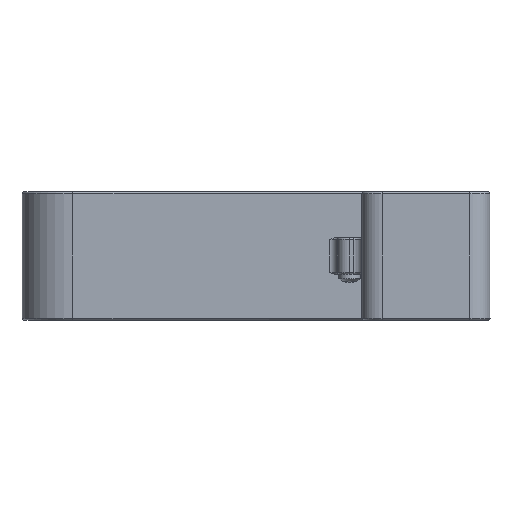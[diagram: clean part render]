
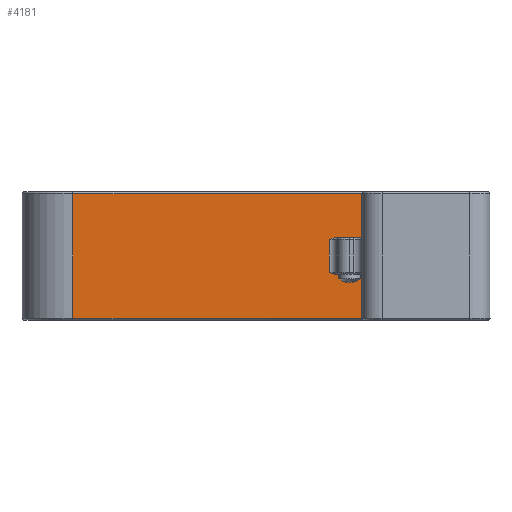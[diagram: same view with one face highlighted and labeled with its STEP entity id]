
A CAD part, left-side view. The second image highlights one B-rep face of the part: STEP entity #4181.
In plain terms, the highlighted planar face has unit normal (-1, 0, 0).
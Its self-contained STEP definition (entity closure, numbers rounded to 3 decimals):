
#4092=CARTESIAN_POINT('',(-25.,31.5,-15.75));
#4093=DIRECTION('',(-1.0,0.0,0.0));
#4094=DIRECTION('',(0.0,0.0,1.0));
#4095=AXIS2_PLACEMENT_3D('',#4092,#4093,#4094);
#4096=PLANE('',#4095);
#4097=CARTESIAN_POINT('',(-25.,31.5,-15.25));
#4098=VERTEX_POINT('',#4097);
#4099=CARTESIAN_POINT('',(-25.,102.5,-15.25));
#4100=VERTEX_POINT('',#4099);
#4101=CARTESIAN_POINT('',(-25.,31.5,-15.25));
#4102=DIRECTION('',(0.0,1.0,0.0));
#4103=VECTOR('',#4102,71.0);
#4104=LINE('',#4101,#4103);
#4105=EDGE_CURVE('',#4098,#4100,#4104,.T.);
#4106=ORIENTED_EDGE('',*,*,#4105,.F.);
#4107=CARTESIAN_POINT('',(-25.,31.5,-4.5));
#4108=VERTEX_POINT('',#4107);
#4109=CARTESIAN_POINT('',(-25.,31.5,-15.25));
#4110=DIRECTION('',(0.0,0.0,1.0));
#4111=VECTOR('',#4110,10.75);
#4112=LINE('',#4109,#4111);
#4113=EDGE_CURVE('',#4098,#4108,#4112,.T.);
#4114=ORIENTED_EDGE('',*,*,#4113,.T.);
#4115=CARTESIAN_POINT('',(-25.,38.,-4.5));
#4116=VERTEX_POINT('',#4115);
#4117=CARTESIAN_POINT('',(-25.,31.5,-4.5));
#4118=DIRECTION('',(0.0,1.0,0.0));
#4119=VECTOR('',#4118,6.5);
#4120=LINE('',#4117,#4119);
#4121=EDGE_CURVE('',#4108,#4116,#4120,.T.);
#4122=ORIENTED_EDGE('',*,*,#4121,.T.);
#4123=CARTESIAN_POINT('',(-25.,39.5,-4.));
#4124=VERTEX_POINT('',#4123);
#4125=CARTESIAN_POINT('',(-25.,38.,-4.5));
#4126=CARTESIAN_POINT('',(-25.,38.506,-4.5));
#4127=CARTESIAN_POINT('',(-25.,39.048,-4.226));
#4128=CARTESIAN_POINT('',(-25.,39.5,-4.));
#4129=B_SPLINE_CURVE_WITH_KNOTS('',3,(#4125,#4126,#4127,#4128),.UNSPECIFIED.,.F.,.U.,(4,4),(0.338,0.489),.UNSPECIFIED.);
#4130=EDGE_CURVE('',#4124,#4116,#4129,.F.);
#4131=ORIENTED_EDGE('',*,*,#4130,.F.);
#4132=CARTESIAN_POINT('',(-25.,39.5,4.));
#4133=VERTEX_POINT('',#4132);
#4134=CARTESIAN_POINT('',(-25.,39.5,4.));
#4135=DIRECTION('',(0.0,0.0,-1.0));
#4136=VECTOR('',#4135,8.);
#4137=LINE('',#4134,#4136);
#4138=EDGE_CURVE('',#4133,#4124,#4137,.T.);
#4139=ORIENTED_EDGE('',*,*,#4138,.F.);
#4140=CARTESIAN_POINT('',(-25.,38.,4.5));
#4141=VERTEX_POINT('',#4140);
#4142=CARTESIAN_POINT('',(-25.,39.5,4.));
#4143=CARTESIAN_POINT('',(-25.,39.048,4.226));
#4144=CARTESIAN_POINT('',(-25.,38.506,4.5));
#4145=CARTESIAN_POINT('',(-25.,38.,4.5));
#4146=B_SPLINE_CURVE_WITH_KNOTS('',3,(#4142,#4143,#4144,#4145),.UNSPECIFIED.,.F.,.U.,(4,4),(0.0,0.152),.UNSPECIFIED.);
#4147=EDGE_CURVE('',#4141,#4133,#4146,.F.);
#4148=ORIENTED_EDGE('',*,*,#4147,.F.);
#4149=CARTESIAN_POINT('',(-25.,31.5,4.5));
#4150=VERTEX_POINT('',#4149);
#4151=CARTESIAN_POINT('',(-25.,38.,4.5));
#4152=DIRECTION('',(0.0,-1.0,0.0));
#4153=VECTOR('',#4152,6.5);
#4154=LINE('',#4151,#4153);
#4155=EDGE_CURVE('',#4141,#4150,#4154,.T.);
#4156=ORIENTED_EDGE('',*,*,#4155,.T.);
#4157=CARTESIAN_POINT('',(-25.,31.5,15.25));
#4158=VERTEX_POINT('',#4157);
#4159=CARTESIAN_POINT('',(-25.,31.5,15.25));
#4160=DIRECTION('',(0.0,0.0,-1.0));
#4161=VECTOR('',#4160,10.75);
#4162=LINE('',#4159,#4161);
#4163=EDGE_CURVE('',#4158,#4150,#4162,.T.);
#4164=ORIENTED_EDGE('',*,*,#4163,.F.);
#4165=CARTESIAN_POINT('',(-25.,102.5,15.25));
#4166=VERTEX_POINT('',#4165);
#4167=CARTESIAN_POINT('',(-25.,102.5,15.25));
#4168=DIRECTION('',(0.0,-1.0,0.0));
#4169=VECTOR('',#4168,71.0);
#4170=LINE('',#4167,#4169);
#4171=EDGE_CURVE('',#4166,#4158,#4170,.T.);
#4172=ORIENTED_EDGE('',*,*,#4171,.F.);
#4173=CARTESIAN_POINT('',(-25.,102.5,-15.25));
#4174=DIRECTION('',(0.0,0.0,1.0));
#4175=VECTOR('',#4174,30.5);
#4176=LINE('',#4173,#4175);
#4177=EDGE_CURVE('',#4100,#4166,#4176,.T.);
#4178=ORIENTED_EDGE('',*,*,#4177,.F.);
#4179=EDGE_LOOP('',(#4106,#4114,#4122,#4131,#4139,#4148,#4156,#4164,#4172,#4178));
#4180=FACE_OUTER_BOUND('',#4179,.T.);
#4181=ADVANCED_FACE('',(#4180),#4096,.T.);
